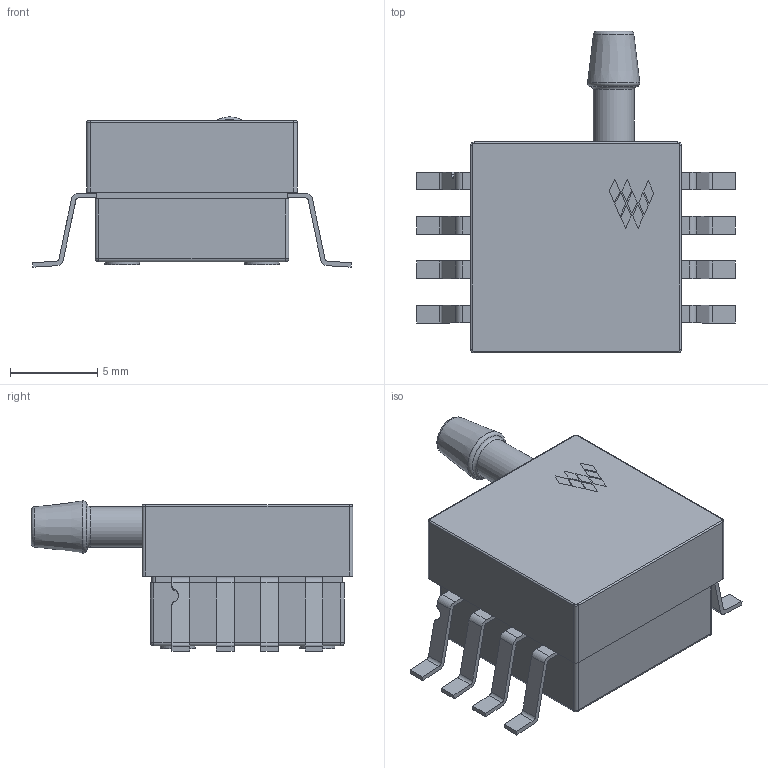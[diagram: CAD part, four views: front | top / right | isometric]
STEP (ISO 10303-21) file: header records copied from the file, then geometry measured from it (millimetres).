
FILE_DESCRIPTION(/* description */ (''),/* implementation_level */ '2;1');
FILE_NAME(/* name */ '1.stp',/* time_stamp */ '2019-09-10T15:25:13+02:00',/* author */ ('Karem'),/* organization */ (''),/* preprocessor_version */ 'ST-DEVELOPER v15.6',/* originating_system */ 'Autodesk Inventor 2015',/* authorisation */ '');
FILE_SCHEMA (('AUTOMOTIVE_DESIGN { 1 0 10303 214 3 1 1 }'));
Length unit declared in the file: millimetre
Products named in the file (4): 1; 2; Free scale Logo
Bounding box: 18.24 x 18.41 x 8.61 mm (x, y, z)
Volume: 1131.9 mm3; surface area: 866.5 mm2
Topology: 17 solids, 17 shells, 222 faces, 518 edges, 338 vertices
Faces by surface type: plane 151, cylinder 59, torus 7, sphere 4, cone 1
Full cylindrical faces by diameter (mm): 0.723 x1, 2 x4, 2.349 x1
Entity records: 6310 total; most frequent: DIRECTION 1090, CARTESIAN_POINT 1071, ORIENTED_EDGE 1012, EDGE_CURVE 506, LINE 380, VECTOR 380, AXIS2_PLACEMENT_3D 355, VERTEX_POINT 336
